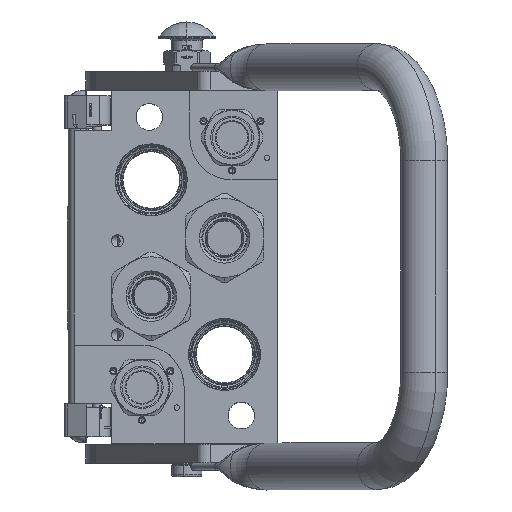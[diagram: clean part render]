
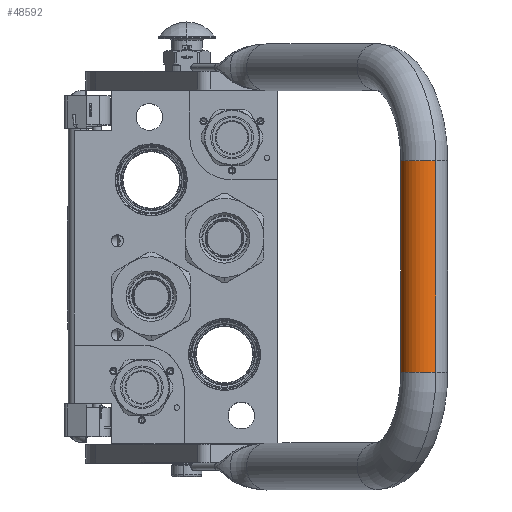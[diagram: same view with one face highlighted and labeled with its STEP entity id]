
A CAD part, top view. The second image highlights one B-rep face of the part: STEP entity #48592.
In plain terms, the highlighted cylindrical face has radius 12.5 mm (diameter 25 mm), a partial arc.
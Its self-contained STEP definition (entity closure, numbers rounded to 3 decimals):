
#416 = VERTEX_POINT ( 'NONE', #123446 ) ;
#4572 = EDGE_CURVE ( 'NONE', #416, #147412, #135234, .T. ) ;
#9037 = DIRECTION ( 'NONE',  ( 0., 0., 1. ) ) ;
#20380 = CARTESIAN_POINT ( 'NONE',  ( 56.25, 0., 167.5 ) ) ;
#34894 = CARTESIAN_POINT ( 'NONE',  ( -56.25, 0., 167.5 ) ) ;
#37129 = EDGE_CURVE ( 'NONE', #140288, #147412, #79785, .T. ) ;
#39762 = EDGE_CURVE ( 'NONE', #130388, #416, #130349, .T. ) ;
#48307 = DIRECTION ( 'NONE',  ( 1., 0., 0. ) ) ;
#48592 = ADVANCED_FACE ( 'NONE', ( #137685 ), #101284, .T. ) ;
#52570 = DIRECTION ( 'NONE',  ( -1., 0., 0. ) ) ;
#62406 = VECTOR ( 'NONE', #62740, 1000. ) ;
#62740 = DIRECTION ( 'NONE',  ( 1., 0., 0. ) ) ;
#79785 = CIRCLE ( 'NONE', #92799, 12.5 ) ;
#84791 = EDGE_CURVE ( 'NONE', #130388, #140288, #90011, .T. ) ;
#89768 = CARTESIAN_POINT ( 'NONE',  ( -56.25, 0., 155. ) ) ;
#90011 = LINE ( 'NONE', #158624, #94317 ) ;
#91706 = AXIS2_PLACEMENT_3D ( 'NONE', #132130, #52570, #148248 ) ;
#92799 = AXIS2_PLACEMENT_3D ( 'NONE', #20380, #48307, #9037 ) ;
#94317 = VECTOR ( 'NONE', #101310, 1000. ) ;
#97310 = ORIENTED_EDGE ( 'NONE', *, *, #84791, .F. ) ;
#101284 = CYLINDRICAL_SURFACE ( 'NONE', #91706, 12.5 ) ;
#101310 = DIRECTION ( 'NONE',  ( 1., 0., 0. ) ) ;
#114795 = CARTESIAN_POINT ( 'NONE',  ( 56.25, 0., 180. ) ) ;
#120520 = AXIS2_PLACEMENT_3D ( 'NONE', #34894, #157375, #128764 ) ;
#123446 = CARTESIAN_POINT ( 'NONE',  ( -56.25, 0., 155. ) ) ;
#124443 = CARTESIAN_POINT ( 'NONE',  ( -56.25, 0., 180. ) ) ;
#126838 = ORIENTED_EDGE ( 'NONE', *, *, #4572, .T. ) ;
#128764 = DIRECTION ( 'NONE',  ( 0., 0., 1. ) ) ;
#130349 = CIRCLE ( 'NONE', #120520, 12.5 ) ;
#130388 = VERTEX_POINT ( 'NONE', #124443 ) ;
#132130 = CARTESIAN_POINT ( 'NONE',  ( -56.25, 0., 167.5 ) ) ;
#134061 = EDGE_LOOP ( 'NONE', ( #126838, #172141, #97310, #151532 ) ) ;
#135234 = LINE ( 'NONE', #89768, #62406 ) ;
#137685 = FACE_OUTER_BOUND ( 'NONE', #134061, .T. ) ;
#140288 = VERTEX_POINT ( 'NONE', #114795 ) ;
#147412 = VERTEX_POINT ( 'NONE', #161792 ) ;
#148248 = DIRECTION ( 'NONE',  ( 0., 0., -1. ) ) ;
#151532 = ORIENTED_EDGE ( 'NONE', *, *, #39762, .T. ) ;
#157375 = DIRECTION ( 'NONE',  ( 1., 0., 0. ) ) ;
#158624 = CARTESIAN_POINT ( 'NONE',  ( -56.25, 0., 180. ) ) ;
#161792 = CARTESIAN_POINT ( 'NONE',  ( 56.25, 0., 155. ) ) ;
#172141 = ORIENTED_EDGE ( 'NONE', *, *, #37129, .F. ) ;
